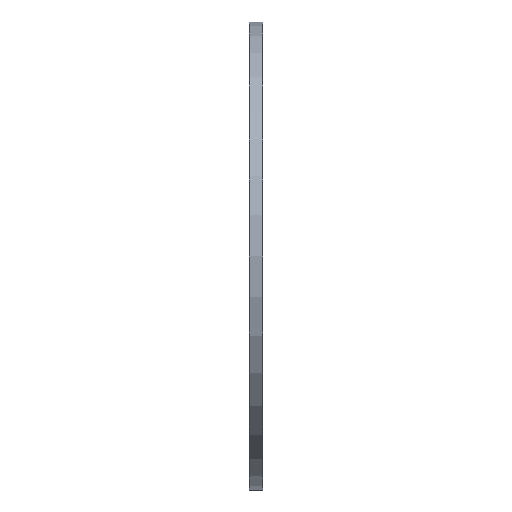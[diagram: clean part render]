
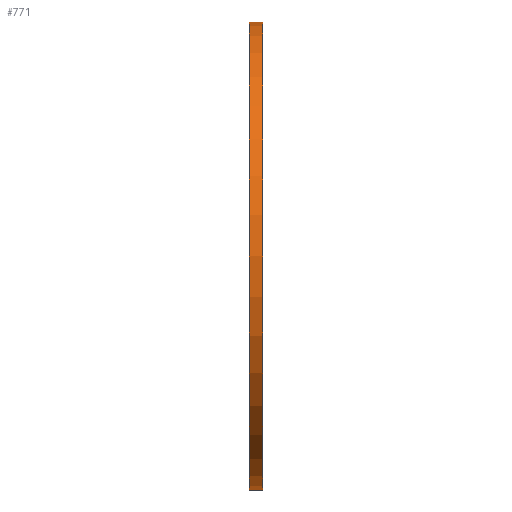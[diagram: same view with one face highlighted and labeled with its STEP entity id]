
A CAD part, front view. The second image highlights one B-rep face of the part: STEP entity #771.
In plain terms, the highlighted cylindrical face has radius 9.525 mm (diameter 19.05 mm), a partial arc.
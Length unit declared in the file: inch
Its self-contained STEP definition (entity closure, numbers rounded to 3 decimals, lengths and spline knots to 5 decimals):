
#9 = EDGE_CURVE ( 'NONE', #198, #630, #928, .T. ) ;
#31 = ORIENTED_EDGE ( 'NONE', *, *, #9, .F. ) ;
#51 = LINE ( 'NONE', #393, #165 ) ;
#54 = DIRECTION ( 'NONE',  ( 1., 0., 0. ) ) ;
#137 = VERTEX_POINT ( 'NONE', #812 ) ;
#163 = DIRECTION ( 'NONE',  ( 1., 0., 0. ) ) ;
#165 = VECTOR ( 'NONE', #163, 39.37008 ) ;
#170 = ORIENTED_EDGE ( 'NONE', *, *, #209, .T. ) ;
#172 = DIRECTION ( 'NONE',  ( 1., 0., 0. ) ) ;
#198 = VERTEX_POINT ( 'NONE', #238 ) ;
#209 = EDGE_CURVE ( 'NONE', #452, #137, #779, .T. ) ;
#238 = CARTESIAN_POINT ( 'NONE',  ( 0.021, 0., 0.375 ) ) ;
#313 = DIRECTION ( 'NONE',  ( 1., 0., 0. ) ) ;
#389 = EDGE_CURVE ( 'NONE', #137, #630, #665, .T. ) ;
#393 = CARTESIAN_POINT ( 'NONE',  ( 0., 0., 0.375 ) ) ;
#452 = VERTEX_POINT ( 'NONE', #636 ) ;
#545 = ORIENTED_EDGE ( 'NONE', *, *, #705, .F. ) ;
#573 = DIRECTION ( 'NONE',  ( 0., 0., -1. ) ) ;
#613 = CARTESIAN_POINT ( 'NONE',  ( 0., 0., -0.375 ) ) ;
#630 = VERTEX_POINT ( 'NONE', #716 ) ;
#634 = AXIS2_PLACEMENT_3D ( 'NONE', #860, #54, #880 ) ;
#636 = CARTESIAN_POINT ( 'NONE',  ( 0., 0., 0.375 ) ) ;
#649 = CARTESIAN_POINT ( 'NONE',  ( 0., 0., 0. ) ) ;
#650 = FACE_OUTER_BOUND ( 'NONE', #793, .T. ) ;
#665 = LINE ( 'NONE', #613, #832 ) ;
#705 = EDGE_CURVE ( 'NONE', #452, #198, #51, .T. ) ;
#716 = CARTESIAN_POINT ( 'NONE',  ( 0.021, 0., -0.375 ) ) ;
#742 = DIRECTION ( 'NONE',  ( 0., 0., -1. ) ) ;
#757 = DIRECTION ( 'NONE',  ( 1., 0., 0. ) ) ;
#758 = ORIENTED_EDGE ( 'NONE', *, *, #389, .T. ) ;
#771 = ADVANCED_FACE ( 'NONE', ( #650 ), #842, .T. ) ;
#779 = CIRCLE ( 'NONE', #865, 0.375 ) ;
#793 = EDGE_LOOP ( 'NONE', ( #545, #170, #758, #31 ) ) ;
#812 = CARTESIAN_POINT ( 'NONE',  ( 0., 0., -0.375 ) ) ;
#832 = VECTOR ( 'NONE', #757, 39.37008 ) ;
#842 = CYLINDRICAL_SURFACE ( 'NONE', #939, 0.375 ) ;
#860 = CARTESIAN_POINT ( 'NONE',  ( 0.021, 0., 0. ) ) ;
#865 = AXIS2_PLACEMENT_3D ( 'NONE', #978, #172, #742 ) ;
#880 = DIRECTION ( 'NONE',  ( 0., 0., -1. ) ) ;
#928 = CIRCLE ( 'NONE', #634, 0.375 ) ;
#939 = AXIS2_PLACEMENT_3D ( 'NONE', #649, #313, #573 ) ;
#978 = CARTESIAN_POINT ( 'NONE',  ( 0., 0., 0. ) ) ;
